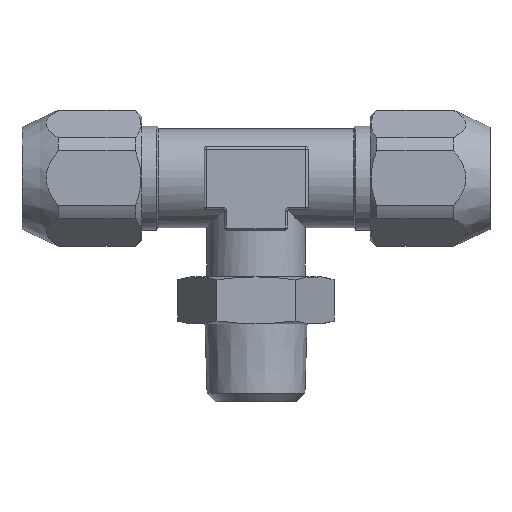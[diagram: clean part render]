
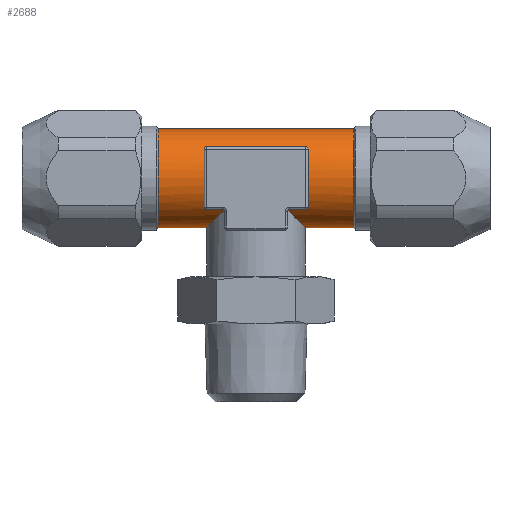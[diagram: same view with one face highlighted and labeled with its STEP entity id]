
A CAD part, top view. The second image highlights one B-rep face of the part: STEP entity #2688.
In plain terms, the highlighted cylindrical face has radius 4.75 mm (diameter 9.5 mm), a partial arc.
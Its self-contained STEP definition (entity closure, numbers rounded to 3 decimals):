
#88=CARTESIAN_POINT('',(3.059,-3.059,3.634));
#89=CARTESIAN_POINT('',(3.186,-3.186,3.527));
#90=CARTESIAN_POINT('',(3.428,-3.428,3.3));
#91=CARTESIAN_POINT('',(3.75,-3.75,2.929));
#92=CARTESIAN_POINT('',(4.034,-4.034,2.524));
#93=CARTESIAN_POINT('',(4.279,-4.279,2.084));
#94=CARTESIAN_POINT('',(4.48,-4.48,1.607));
#95=CARTESIAN_POINT('',(4.633,-4.633,1.095));
#96=CARTESIAN_POINT('',(4.728,-4.728,0.555));
#97=CARTESIAN_POINT('',(4.75,-4.75,0.186));
#98=CARTESIAN_POINT('',(4.75,-4.75,0.));
#100=DIRECTION('',(-1.,0.,0.));
#101=VECTOR('',#100,9.6);
#102=CARTESIAN_POINT('',(4.8,3.,3.683));
#103=LINE('',#102,#101);
#104=CARTESIAN_POINT('',(-3.059,-3.059,3.634));
#105=CARTESIAN_POINT('',(-3.339,-3.339,3.398));
#106=CARTESIAN_POINT('',(-3.835,-3.835,2.868));
#107=CARTESIAN_POINT('',(-4.362,-4.362,1.974));
#108=CARTESIAN_POINT('',(-4.687,-4.687,
0.973));
#109=CARTESIAN_POINT('',(-4.75,-4.75,0.32));
#110=CARTESIAN_POINT('',(-4.75,-4.75,0.));
#116=DIRECTION('',(1.,0.,0.));
#117=VECTOR('',#116,4.662);
#118=CARTESIAN_POINT('',(4.75,-4.75,0.));
#119=LINE('',#118,#117);
#120=DIRECTION('',(-1.,0.,0.));
#121=VECTOR('',#120,18.825);
#122=CARTESIAN_POINT('',(9.412,4.75,0.));
#123=LINE('',#122,#121);
#124=DIRECTION('',(-1.,0.,0.));
#125=VECTOR('',#124,4.662);
#126=CARTESIAN_POINT('',(-4.75,-4.75,0.));
#127=LINE('',#126,#125);
#160=CARTESIAN_POINT('',(4.8,3.,3.683));
#161=CARTESIAN_POINT('',(4.835,3.,3.683));
#162=CARTESIAN_POINT('',(4.904,2.981,3.698));
#163=CARTESIAN_POINT('',(4.979,2.908,3.757));
#164=CARTESIAN_POINT('',(5.,2.838,3.809));
#165=CARTESIAN_POINT('',(5.,2.8,3.837));
#184=CARTESIAN_POINT('',(5.,0.,0.));
#185=DIRECTION('',(1.,0.,0.));
#186=DIRECTION('',(0.,0.589,0.808));
#187=AXIS2_PLACEMENT_3D('',#184,#185,#186);
#218=CARTESIAN_POINT('',(5.,-2.8,3.837));
#219=CARTESIAN_POINT('',(5.,-2.828,3.817));
#220=CARTESIAN_POINT('',(4.988,-2.881,3.777));
#221=CARTESIAN_POINT('',(4.943,-2.947,3.726));
#222=CARTESIAN_POINT('',(4.877,-2.99,3.691));
#223=CARTESIAN_POINT('',(4.826,-3.,3.683));
#224=CARTESIAN_POINT('',(4.8,-3.,3.683));
#244=DIRECTION('',(1.,0.,0.));
#245=VECTOR('',#244,1.6);
#246=CARTESIAN_POINT('',(3.2,-3.,3.683));
#247=LINE('',#246,#245);
#276=CARTESIAN_POINT('',(3.2,-3.,3.683));
#277=CARTESIAN_POINT('',(3.173,-3.,3.683));
#278=CARTESIAN_POINT('',(3.12,-3.011,3.674));
#279=CARTESIAN_POINT('',(3.077,-3.04,3.65));
#280=CARTESIAN_POINT('',(3.059,-3.059,3.634));
#490=CARTESIAN_POINT('',(-3.059,-3.059,3.634));
#491=CARTESIAN_POINT('',(-3.076,-3.041,3.649));
#492=CARTESIAN_POINT('',(-3.119,-3.012,3.673));
#493=CARTESIAN_POINT('',(-3.172,-3.,3.683));
#494=CARTESIAN_POINT('',(-3.2,-3.,3.683));
#518=DIRECTION('',(1.,0.,0.));
#519=VECTOR('',#518,1.6);
#520=CARTESIAN_POINT('',(-4.8,-3.,3.683));
#521=LINE('',#520,#519);
#550=CARTESIAN_POINT('',(-4.8,-3.,3.683));
#551=CARTESIAN_POINT('',(-4.836,-3.,3.683));
#552=CARTESIAN_POINT('',(-4.906,-2.98,3.699));
#553=CARTESIAN_POINT('',(-4.98,-2.905,3.758));
#554=CARTESIAN_POINT('',(-5.,-2.837,3.81));
#555=CARTESIAN_POINT('',(-5.,-2.8,3.837));
#574=CARTESIAN_POINT('',(-5.,0.,0.));
#575=DIRECTION('',(1.,0.,0.));
#576=DIRECTION('',(0.,0.589,0.808));
#577=AXIS2_PLACEMENT_3D('',#574,#575,#576);
#608=CARTESIAN_POINT('',(-5.,2.8,3.837));
#609=CARTESIAN_POINT('',(-5.,2.837,3.81));
#610=CARTESIAN_POINT('',(-4.98,2.905,3.759));
#611=CARTESIAN_POINT('',(-4.906,2.98,3.699));
#612=CARTESIAN_POINT('',(-4.836,3.,3.683));
#613=CARTESIAN_POINT('',(-4.8,3.,3.683));
#1565=CARTESIAN_POINT('',(9.412,0.,0.));
#1566=DIRECTION('',(1.,0.,0.));
#1567=DIRECTION('',(0.,1.,0.));
#1568=AXIS2_PLACEMENT_3D('',#1565,#1566,#1567);
#2065=CARTESIAN_POINT('',(-9.412,0.,0.));
#2066=DIRECTION('',(1.,0.,0.));
#2067=DIRECTION('',(0.,1.,0.));
#2068=AXIS2_PLACEMENT_3D('',#2065,#2066,#2067);
#2146=CARTESIAN_POINT('',(-9.412,4.75,0.));
#2147=CARTESIAN_POINT('',(-9.412,-4.75,0.));
#2148=VERTEX_POINT('',#2146);
#2149=VERTEX_POINT('',#2147);
#2254=CARTESIAN_POINT('',(-5.,2.8,3.837));
#2255=CARTESIAN_POINT('',(-5.,-2.8,3.837));
#2256=VERTEX_POINT('',#2254);
#2257=VERTEX_POINT('',#2255);
#2262=CARTESIAN_POINT('',(-4.8,-3.,3.683));
#2263=CARTESIAN_POINT('',(-3.2,-3.,3.683));
#2264=VERTEX_POINT('',#2262);
#2265=VERTEX_POINT('',#2263);
#2270=VERTEX_POINT('',#613);
#2276=VERTEX_POINT('',#104);
#2277=VERTEX_POINT('',#110);
#2303=CARTESIAN_POINT('',(9.412,4.75,0.));
#2304=CARTESIAN_POINT('',(9.412,-4.75,0.));
#2305=VERTEX_POINT('',#2303);
#2306=VERTEX_POINT('',#2304);
#2307=CARTESIAN_POINT('',(5.,2.8,3.837));
#2308=CARTESIAN_POINT('',(5.,-2.8,3.837));
#2309=VERTEX_POINT('',#2307);
#2310=VERTEX_POINT('',#2308);
#2315=CARTESIAN_POINT('',(3.2,-3.,3.683));
#2316=CARTESIAN_POINT('',(4.8,-3.,3.683));
#2317=VERTEX_POINT('',#2315);
#2318=VERTEX_POINT('',#2316);
#2323=VERTEX_POINT('',#280);
#2325=VERTEX_POINT('',#160);
#2327=VERTEX_POINT('',#98);
#2647=CARTESIAN_POINT('',(-24.388,0.,0.));
#2648=DIRECTION('',(1.,0.,0.));
#2649=DIRECTION('',(0.,-1.,0.));
#2650=AXIS2_PLACEMENT_3D('',#2647,#2648,#2649);
#2651=CYLINDRICAL_SURFACE('',#2650,4.75);
#2653=ORIENTED_EDGE('',*,*,#2652,.F.);
#2655=ORIENTED_EDGE('',*,*,#2654,.T.);
#2657=ORIENTED_EDGE('',*,*,#2656,.F.);
#2658=ORIENTED_EDGE('',*,*,#2621,.F.);
#2660=ORIENTED_EDGE('',*,*,#2659,.F.);
#2662=ORIENTED_EDGE('',*,*,#2661,.T.);
#2664=ORIENTED_EDGE('',*,*,#2663,.F.);
#2666=ORIENTED_EDGE('',*,*,#2665,.F.);
#2668=ORIENTED_EDGE('',*,*,#2667,.F.);
#2670=ORIENTED_EDGE('',*,*,#2669,.T.);
#2672=ORIENTED_EDGE('',*,*,#2671,.F.);
#2674=ORIENTED_EDGE('',*,*,#2673,.T.);
#2676=ORIENTED_EDGE('',*,*,#2675,.F.);
#2678=ORIENTED_EDGE('',*,*,#2677,.T.);
#2680=ORIENTED_EDGE('',*,*,#2679,.F.);
#2681=ORIENTED_EDGE('',*,*,#2629,.T.);
#2683=ORIENTED_EDGE('',*,*,#2682,.T.);
#2685=ORIENTED_EDGE('',*,*,#2684,.F.);
#2686=EDGE_LOOP('',(#2653,#2655,#2657,#2658,#2660,#2662,#2664,#2666,#2668,#2670,
#2672,#2674,#2676,#2678,#2680,#2681,#2683,#2685));
#2687=FACE_OUTER_BOUND('',#2686,.F.);
#2688=ADVANCED_FACE('',(#2687),#2651,.T.);
#99=B_SPLINE_CURVE_WITH_KNOTS('',3,(#88,#89,#90,#91,#92,#93,#94,#95,#96,#97,
#98),.UNSPECIFIED.,.F.,.F.,(4,1,1,1,1,1,1,1,4),(0.,0.125,0.25,0.375,
0.5,0.625,0.75,0.875,1.),.UNSPECIFIED.);
#111=B_SPLINE_CURVE_WITH_KNOTS('',3,(#104,#105,#106,#107,#108,#109,#110),
.UNSPECIFIED.,.F.,.F.,(4,1,1,1,4),(0.,0.25,0.5,0.75,1.),
.UNSPECIFIED.);
#166=B_SPLINE_CURVE_WITH_KNOTS('',3,(#160,#161,#162,#163,#164,#165),
.UNSPECIFIED.,.F.,.F.,(4,1,1,4),(0.,0.333,0.667,1.),
.UNSPECIFIED.);
#188=CIRCLE('',#187,4.75);
#225=B_SPLINE_CURVE_WITH_KNOTS('',3,(#218,#219,#220,#221,#222,#223,#224),
.UNSPECIFIED.,.F.,.F.,(4,1,1,1,4),(0.,0.25,0.5,0.75,1.),
.UNSPECIFIED.);
#281=B_SPLINE_CURVE_WITH_KNOTS('',3,(#276,#277,#278,#279,#280),.UNSPECIFIED.,
.F.,.F.,(4,1,4),(0.,0.5,1.),.UNSPECIFIED.);
#495=B_SPLINE_CURVE_WITH_KNOTS('',3,(#490,#491,#492,#493,#494),.UNSPECIFIED.,
.F.,.F.,(4,1,4),(0.,0.5,1.),.UNSPECIFIED.);
#556=B_SPLINE_CURVE_WITH_KNOTS('',3,(#550,#551,#552,#553,#554,#555),
.UNSPECIFIED.,.F.,.F.,(4,1,1,4),(0.,0.333,0.667,1.),
.UNSPECIFIED.);
#578=CIRCLE('',#577,4.75);
#614=B_SPLINE_CURVE_WITH_KNOTS('',3,(#608,#609,#610,#611,#612,#613),
.UNSPECIFIED.,.F.,.F.,(4,1,1,4),(0.,0.333,0.667,1.),
.UNSPECIFIED.);
#1569=CIRCLE('',#1568,4.75);
#2069=CIRCLE('',#2068,4.75);
#2621=EDGE_CURVE('',#2323,#2327,#99,.T.);
#2629=EDGE_CURVE('',#2276,#2277,#111,.T.);
#2652=EDGE_CURVE('',#2305,#2148,#123,.T.);
#2654=EDGE_CURVE('',#2305,#2306,#1569,.T.);
#2656=EDGE_CURVE('',#2327,#2306,#119,.T.);
#2659=EDGE_CURVE('',#2317,#2323,#281,.T.);
#2661=EDGE_CURVE('',#2317,#2318,#247,.T.);
#2663=EDGE_CURVE('',#2310,#2318,#225,.T.);
#2665=EDGE_CURVE('',#2309,#2310,#188,.T.);
#2667=EDGE_CURVE('',#2325,#2309,#166,.T.);
#2669=EDGE_CURVE('',#2325,#2270,#103,.T.);
#2671=EDGE_CURVE('',#2256,#2270,#614,.T.);
#2673=EDGE_CURVE('',#2256,#2257,#578,.T.);
#2675=EDGE_CURVE('',#2264,#2257,#556,.T.);
#2677=EDGE_CURVE('',#2264,#2265,#521,.T.);
#2679=EDGE_CURVE('',#2276,#2265,#495,.T.);
#2682=EDGE_CURVE('',#2277,#2149,#127,.T.);
#2684=EDGE_CURVE('',#2148,#2149,#2069,.T.);
